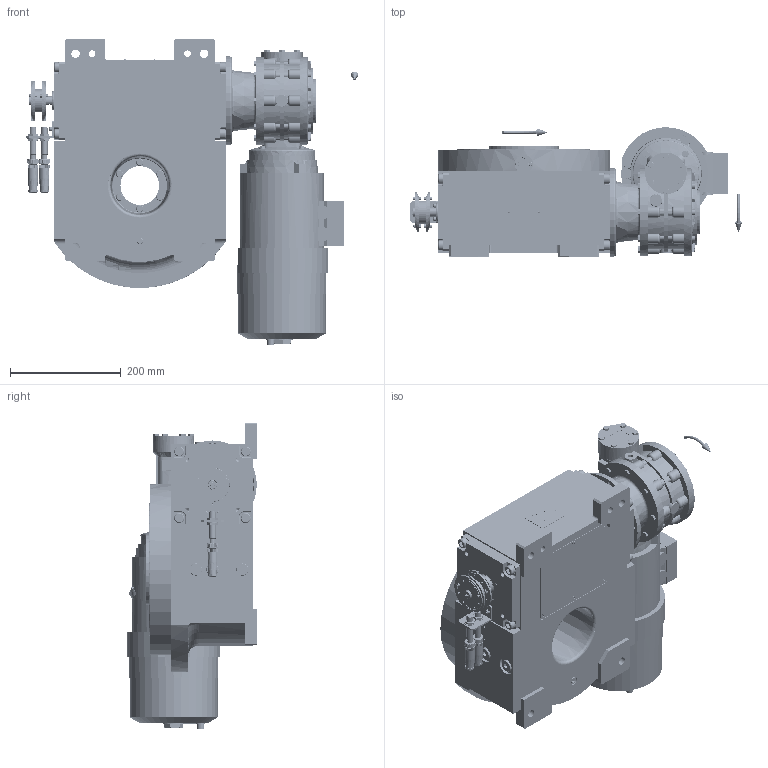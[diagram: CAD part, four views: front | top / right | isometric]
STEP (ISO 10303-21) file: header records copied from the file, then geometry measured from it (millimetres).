
FILE_DESCRIPTION (( 'STEP AP203' ), '1' );
FILE_NAME ('PC5201810.step', '2026-02-05T10:56:00', ( '' ), ( '' ), 'SwSTEP 2.0', 'SolidWorks 2020', '' );
FILE_SCHEMA (( 'CONFIG_CONTROL_DESIGN' ));
Length unit declared in the file: millimetre
Products named in the file (95): cfn2000_01_099; cfn2000_01_081; cfn2003_01_054; CFN2010_02_002.stp; cfn2115_02_057; CFN2010_01_020.stp; cfn2401_02_005; cfn2000_01_126; AS_900_00_00_005; cfn2128_19_002; cfn2055_01_002; RIG09_021_AF0.stp; cfn2151_01_170; CFN2000_01_185.stp; CFN2223_02_004.stp; rig09_004; 900_38_30_003; RIG09_005_AF0.stp; AS_900_38_30_003; CFN2155_01_195.stp; cfn2115_02_194; cfn2107_01_001; cfn2400_04_024; BA80B14; rig09_071_8_m.stp; rig09_017; cfn2155_01_095; rig09_002_s_003; rig09_007_master; rig09_001_a; cfn2104_01_018; AS_rig09_002_s_003; cfn2070_05_009; rig09_016; cfn2151_01_167; CFN2203_02_002.stp; cfn2077_01_036; cfn2115_02_160; cfn2276_01_056; CFN2356_03_053.stp ...
Assembly tree (87 placements, depth 5):
  cfn2115_02_057
  CFN2010_01_020.stp
  cfn2151_01_170
  CFN2223_02_004.stp
  rig09_007_master
Bounding box: 599.5 x 234 x 553.38 mm (x, y, z)
Volume: 12999977.3 mm3; surface area: 1847890.4 mm2
Topology: 75 solids, 75 shells, 6187 faces, 15664 edges, 9908 vertices
Faces by surface type: plane 2926, cylinder 1952, cone 1047, torus 248, bspline 10, sphere 4
Entity records: 180630 total; most frequent: CARTESIAN_POINT 49620, ORIENTED_EDGE 25334, DIRECTION 25271, EDGE_CURVE 12667, AXIS2_PLACEMENT_3D 9360, VERTEX_POINT 8081, VECTOR 6551, LINE 6551
